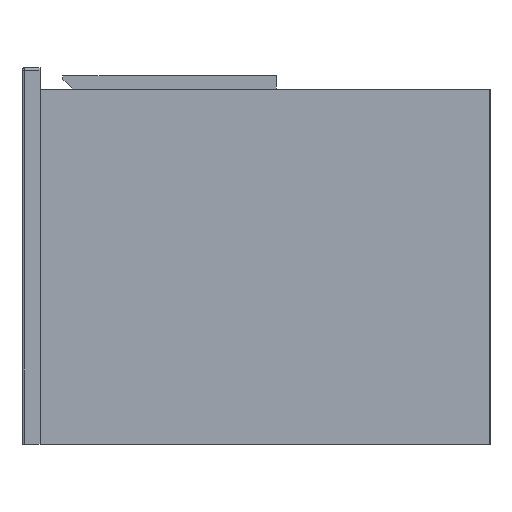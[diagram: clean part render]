
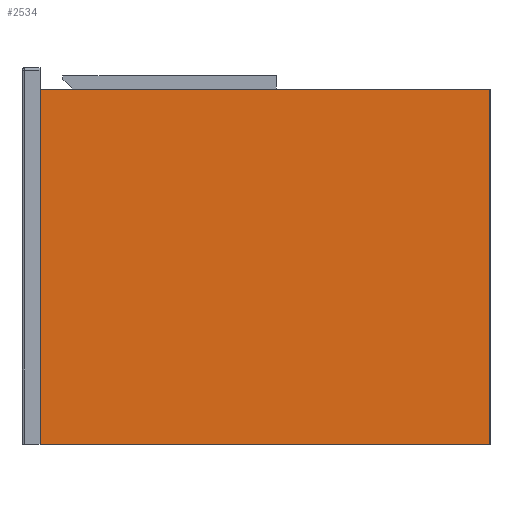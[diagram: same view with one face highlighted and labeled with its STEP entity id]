
A CAD part, left-side view. The second image highlights one B-rep face of the part: STEP entity #2534.
In plain terms, the highlighted planar face has unit normal (-1, 0, 0).
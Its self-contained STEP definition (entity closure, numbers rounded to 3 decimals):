
#33 = DIRECTION ( 'NONE',  ( 0., 0., 1. ) ) ;
#71 = DIRECTION ( 'NONE',  ( 0., 1., 0. ) ) ;
#95 = ORIENTED_EDGE ( 'NONE', *, *, #255, .F. ) ;
#159 = VECTOR ( 'NONE', #2390, 1000. ) ;
#161 = CARTESIAN_POINT ( 'NONE',  ( -294., 275., 0. ) ) ;
#190 = LINE ( 'NONE', #2947, #694 ) ;
#236 = CARTESIAN_POINT ( 'NONE',  ( -294., -275., 0. ) ) ;
#255 = EDGE_CURVE ( 'NONE', #2242, #1400, #2312, .T. ) ;
#290 = VERTEX_POINT ( 'NONE', #459 ) ;
#443 = CARTESIAN_POINT ( 'NONE',  ( -294., 275., 0. ) ) ;
#459 = CARTESIAN_POINT ( 'NONE',  ( -294., 275., 434. ) ) ;
#524 = LINE ( 'NONE', #1682, #159 ) ;
#526 = PLANE ( 'NONE',  #2440 ) ;
#694 = VECTOR ( 'NONE', #71, 1000. ) ;
#761 = DIRECTION ( 'NONE',  ( -1., 0., 0. ) ) ;
#1140 = FACE_OUTER_BOUND ( 'NONE', #1479, .T. ) ;
#1164 = VERTEX_POINT ( 'NONE', #1803 ) ;
#1167 = ORIENTED_EDGE ( 'NONE', *, *, #1691, .T. ) ;
#1237 = CARTESIAN_POINT ( 'NONE',  ( -294., 275., 434. ) ) ;
#1356 = DIRECTION ( 'NONE',  ( 0., 1., 0. ) ) ;
#1400 = VERTEX_POINT ( 'NONE', #443 ) ;
#1479 = EDGE_LOOP ( 'NONE', ( #95, #2487, #3054, #1167 ) ) ;
#1631 = EDGE_CURVE ( 'NONE', #1164, #2242, #2555, .T. ) ;
#1682 = CARTESIAN_POINT ( 'NONE',  ( -294., 275., 434. ) ) ;
#1691 = EDGE_CURVE ( 'NONE', #290, #1400, #524, .T. ) ;
#1803 = CARTESIAN_POINT ( 'NONE',  ( -294., -275., 434. ) ) ;
#2242 = VERTEX_POINT ( 'NONE', #236 ) ;
#2279 = VECTOR ( 'NONE', #1356, 1000. ) ;
#2312 = LINE ( 'NONE', #161, #2279 ) ;
#2390 = DIRECTION ( 'NONE',  ( 0., 0., -1. ) ) ;
#2440 = AXIS2_PLACEMENT_3D ( 'NONE', #1237, #761, #33 ) ;
#2487 = ORIENTED_EDGE ( 'NONE', *, *, #1631, .F. ) ;
#2534 = ADVANCED_FACE ( 'NONE', ( #1140 ), #526, .T. ) ;
#2555 = LINE ( 'NONE', #3101, #2815 ) ;
#2615 = DIRECTION ( 'NONE',  ( 0., 0., -1. ) ) ;
#2738 = EDGE_CURVE ( 'NONE', #1164, #290, #190, .T. ) ;
#2815 = VECTOR ( 'NONE', #2615, 1000. ) ;
#2947 = CARTESIAN_POINT ( 'NONE',  ( -294., 275., 434. ) ) ;
#3054 = ORIENTED_EDGE ( 'NONE', *, *, #2738, .T. ) ;
#3101 = CARTESIAN_POINT ( 'NONE',  ( -294., -275., 434. ) ) ;
